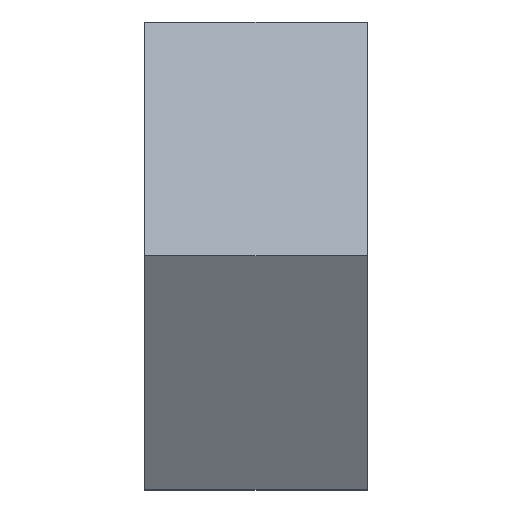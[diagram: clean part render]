
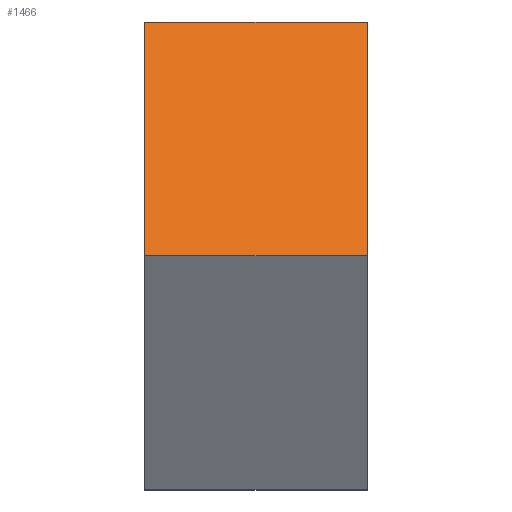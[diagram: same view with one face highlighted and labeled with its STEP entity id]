
A CAD part, top view. The second image highlights one B-rep face of the part: STEP entity #1466.
In plain terms, the highlighted planar face has unit normal (0, 0.5, 0.866).
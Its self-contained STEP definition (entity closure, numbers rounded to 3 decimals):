
#23 = VERTEX_POINT ( 'NONE', #2364 ) ;
#36 = PLANE ( 'NONE',  #2078 ) ;
#53 = CARTESIAN_POINT ( 'NONE',  ( 0., 10.5, 6.062 ) ) ;
#172 = ORIENTED_EDGE ( 'NONE', *, *, #2475, .F. ) ;
#223 = FACE_OUTER_BOUND ( 'NONE', #1816, .T. ) ;
#233 = ORIENTED_EDGE ( 'NONE', *, *, #2320, .T. ) ;
#497 = LINE ( 'NONE', #875, #891 ) ;
#599 = DIRECTION ( 'NONE',  ( 0., -0.866, 0.5 ) ) ;
#605 = DIRECTION ( 'NONE',  ( 0., -0.5, -0.866 ) ) ;
#641 = VERTEX_POINT ( 'NONE', #2304 ) ;
#818 = CARTESIAN_POINT ( 'NONE',  ( 10., 10.5, 6.062 ) ) ;
#875 = CARTESIAN_POINT ( 'NONE',  ( 10., 10.5, 6.062 ) ) ;
#891 = VECTOR ( 'NONE', #1286, 1000. ) ;
#940 = EDGE_CURVE ( 'NONE', #1636, #641, #497, .T. ) ;
#1015 = ORIENTED_EDGE ( 'NONE', *, *, #1930, .F. ) ;
#1028 = ORIENTED_EDGE ( 'NONE', *, *, #940, .T. ) ;
#1103 = DIRECTION ( 'NONE',  ( 0., -0.866, 0.5 ) ) ;
#1234 = CARTESIAN_POINT ( 'NONE',  ( 10., 10.5, 6.062 ) ) ;
#1259 = DIRECTION ( 'NONE',  ( -1., 0., 0. ) ) ;
#1274 = LINE ( 'NONE', #1679, #2082 ) ;
#1286 = DIRECTION ( 'NONE',  ( -1., 0., 0. ) ) ;
#1376 = VECTOR ( 'NONE', #599, 1000. ) ;
#1382 = CARTESIAN_POINT ( 'NONE',  ( 0., 0., 12.124 ) ) ;
#1385 = VERTEX_POINT ( 'NONE', #1382 ) ;
#1466 = ADVANCED_FACE ( 'NONE', ( #223 ), #36, .F. ) ;
#1636 = VERTEX_POINT ( 'NONE', #2359 ) ;
#1638 = LINE ( 'NONE', #1234, #1920 ) ;
#1679 = CARTESIAN_POINT ( 'NONE',  ( 10., 0., 12.124 ) ) ;
#1816 = EDGE_LOOP ( 'NONE', ( #233, #172, #1015, #1028 ) ) ;
#1920 = VECTOR ( 'NONE', #1103, 1000. ) ;
#1930 = EDGE_CURVE ( 'NONE', #1636, #23, #1638, .T. ) ;
#2078 = AXIS2_PLACEMENT_3D ( 'NONE', #818, #605, #2382 ) ;
#2082 = VECTOR ( 'NONE', #1259, 1000. ) ;
#2304 = CARTESIAN_POINT ( 'NONE',  ( 0., 10.5, 6.062 ) ) ;
#2320 = EDGE_CURVE ( 'NONE', #641, #1385, #2377, .T. ) ;
#2359 = CARTESIAN_POINT ( 'NONE',  ( 10., 10.5, 6.062 ) ) ;
#2364 = CARTESIAN_POINT ( 'NONE',  ( 10., 0., 12.124 ) ) ;
#2377 = LINE ( 'NONE', #53, #1376 ) ;
#2382 = DIRECTION ( 'NONE',  ( 0., 0.866, -0.5 ) ) ;
#2475 = EDGE_CURVE ( 'NONE', #23, #1385, #1274, .T. ) ;
